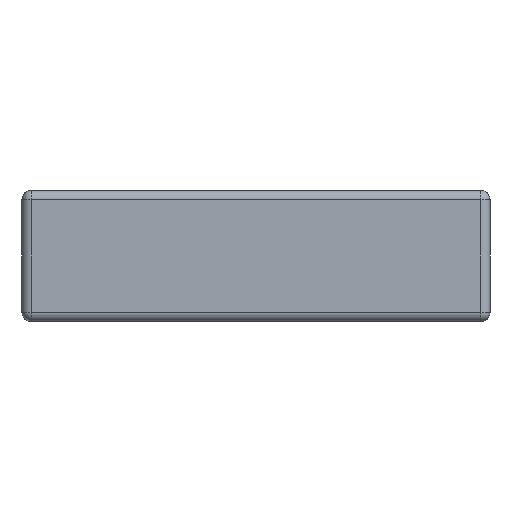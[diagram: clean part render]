
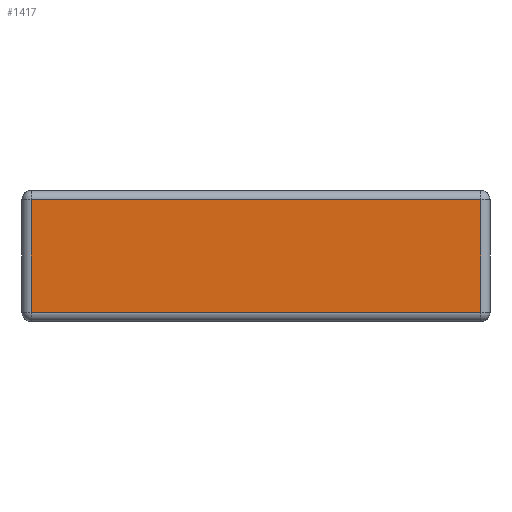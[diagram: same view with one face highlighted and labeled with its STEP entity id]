
A CAD part, left-side view. The second image highlights one B-rep face of the part: STEP entity #1417.
In plain terms, the highlighted planar face has unit normal (-1, 0, 0).
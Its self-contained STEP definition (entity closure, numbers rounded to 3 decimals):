
#239=FACE_OUTER_BOUND('',#315,.T.);
#315=EDGE_LOOP('',(#1298,#1299,#1300,#1301));
#436=LINE('',#2711,#502);
#437=LINE('',#2717,#503);
#439=LINE('',#2726,#505);
#440=LINE('',#2728,#506);
#502=VECTOR('',#1967,10.);
#503=VECTOR('',#1976,10.);
#505=VECTOR('',#1988,10.);
#506=VECTOR('',#1991,10.);
#658=VERTEX_POINT('',#2699);
#660=VERTEX_POINT('',#2704);
#661=VERTEX_POINT('',#2713);
#663=VERTEX_POINT('',#2721);
#873=EDGE_CURVE('',#658,#660,#436,.T.);
#876=EDGE_CURVE('',#661,#658,#437,.T.);
#881=EDGE_CURVE('',#660,#663,#439,.T.);
#882=EDGE_CURVE('',#663,#661,#440,.T.);
#1298=ORIENTED_EDGE('',*,*,#873,.F.);
#1299=ORIENTED_EDGE('',*,*,#876,.F.);
#1300=ORIENTED_EDGE('',*,*,#882,.F.);
#1301=ORIENTED_EDGE('',*,*,#881,.F.);
#1336=PLANE('',#1598);
#1417=ADVANCED_FACE('',(#239),#1336,.T.);
#1598=AXIS2_PLACEMENT_3D('',#2732,#1997,#1998);
#1967=DIRECTION('',(0.,1.,0.));
#1976=DIRECTION('',(0.,0.,-1.));
#1988=DIRECTION('',(0.,0.,1.));
#1991=DIRECTION('',(0.,-1.,0.));
#1997=DIRECTION('center_axis',(-1.,0.,0.));
#1998=DIRECTION('ref_axis',(0.,-1.,0.));
#2699=CARTESIAN_POINT('',(-1.6,-1.2,0.05));
#2704=CARTESIAN_POINT('',(-1.6,1.2,0.05));
#2711=CARTESIAN_POINT('',(-1.6,0.625,0.05));
#2713=CARTESIAN_POINT('',(-1.6,-1.2,0.65));
#2717=CARTESIAN_POINT('',(-1.6,-1.2,0.));
#2721=CARTESIAN_POINT('',(-1.6,1.2,0.65));
#2726=CARTESIAN_POINT('',(-1.6,1.2,0.));
#2728=CARTESIAN_POINT('',(-1.6,0.625,0.65));
#2732=CARTESIAN_POINT('Origin',(-1.6,1.25,0.));
